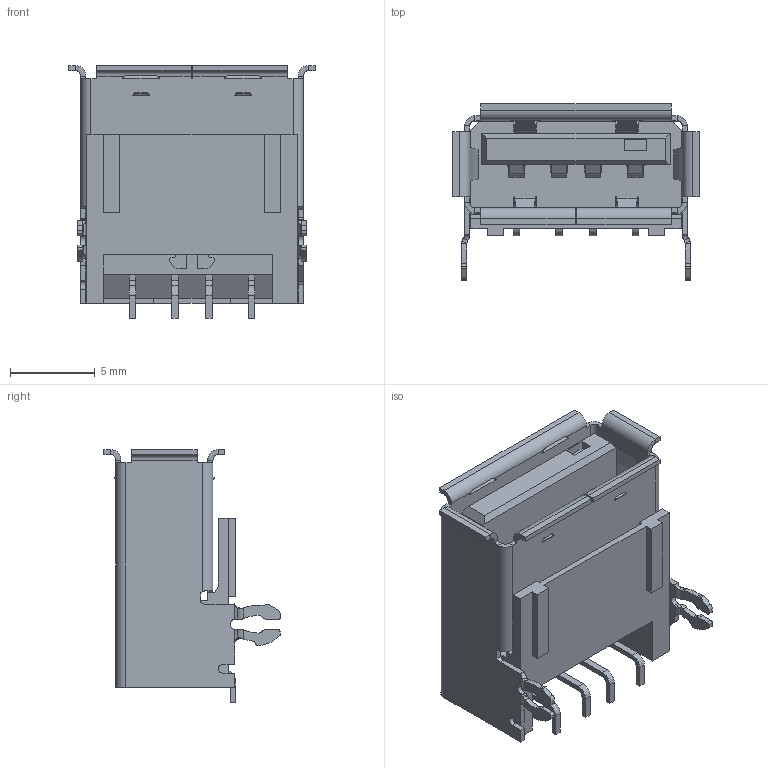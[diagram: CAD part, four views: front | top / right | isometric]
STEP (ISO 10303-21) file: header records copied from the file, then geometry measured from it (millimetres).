
FILE_DESCRIPTION(('STEP AP203'),'1');
FILE_NAME('875830010bhlf.stp','2014-12-16T16:13:54',('TraceParts'),('TraceParts S.A.'),'XStep 1.0',' ',' ');
FILE_SCHEMA(('CONFIG_CONTROL_DESIGN'));
Length unit declared in the file: millimetre
Products named in the file (1): 1
Bounding box: 14.5 x 10.37 x 14.88 mm (x, y, z)
Volume: 644.7 mm3; surface area: 1792 mm2
Topology: 1 solids, 2 shells, 582 faces, 1499 edges, 917 vertices
Faces by surface type: plane 322, cylinder 167, bspline 92, cone 1
Entity records: 20991 total; most frequent: CARTESIAN_POINT 7398, ORIENTED_EDGE 2998, DIRECTION 2473, EDGE_CURVE 1499, LINE 1049, VECTOR 1049, VERTEX_POINT 917, AXIS2_PLACEMENT_3D 712
